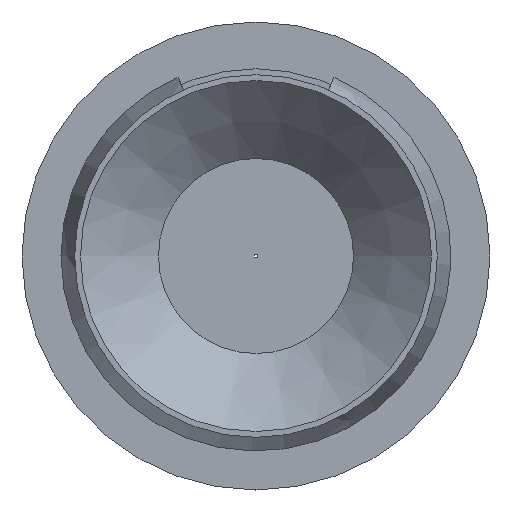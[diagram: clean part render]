
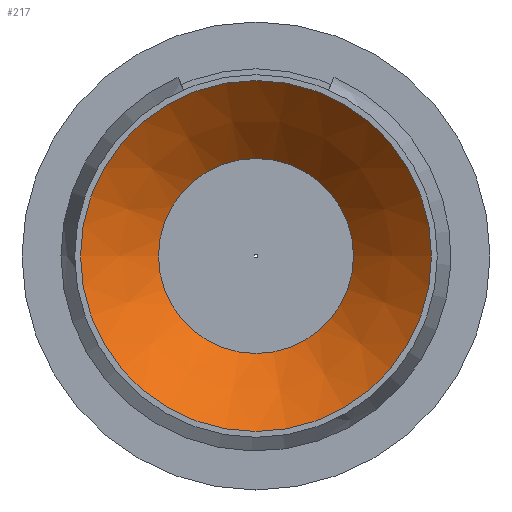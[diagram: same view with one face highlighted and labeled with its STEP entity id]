
A CAD part, left-side view. The second image highlights one B-rep face of the part: STEP entity #217.
In plain terms, the highlighted conical face has half-angle 45 degrees and reference radius 1.25 mm.
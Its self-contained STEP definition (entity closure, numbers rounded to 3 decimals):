
#34=CONICAL_SURFACE('',#749,1.25,45.);
#46=FACE_BOUND('',#293,.T.);
#47=FACE_BOUND('',#294,.T.);
#217=ADVANCED_FACE('',(#46,#47),#34,.F.);
#293=EDGE_LOOP('',(#412));
#294=EDGE_LOOP('',(#413));
#346=CIRCLE('',#746,2.25);
#347=CIRCLE('',#748,1.25);
#412=ORIENTED_EDGE('',*,*,#583,.F.);
#413=ORIENTED_EDGE('',*,*,#582,.F.);
#525=VERTEX_POINT('',#1047);
#526=VERTEX_POINT('',#1050);
#582=EDGE_CURVE('',#525,#525,#346,.T.);
#583=EDGE_CURVE('',#526,#526,#347,.T.);
#746=AXIS2_PLACEMENT_3D('',#1046,#852,#853);
#748=AXIS2_PLACEMENT_3D('',#1049,#856,#857);
#749=AXIS2_PLACEMENT_3D('',#1051,#858,#859);
#852=DIRECTION('',(1.,0.,0.));
#853=DIRECTION('',(0.,1.,0.));
#856=DIRECTION('',(-1.,0.,0.));
#857=DIRECTION('',(0.,1.,0.));
#858=DIRECTION('',(-1.,0.,0.));
#859=DIRECTION('',(0.,1.,0.));
#1046=CARTESIAN_POINT('',(0.15,0.,0.));
#1047=CARTESIAN_POINT('',(0.15,2.25,0.));
#1049=CARTESIAN_POINT('',(1.15,0.,0.));
#1050=CARTESIAN_POINT('',(1.15,1.25,0.));
#1051=CARTESIAN_POINT('',(1.15,0.,0.));
